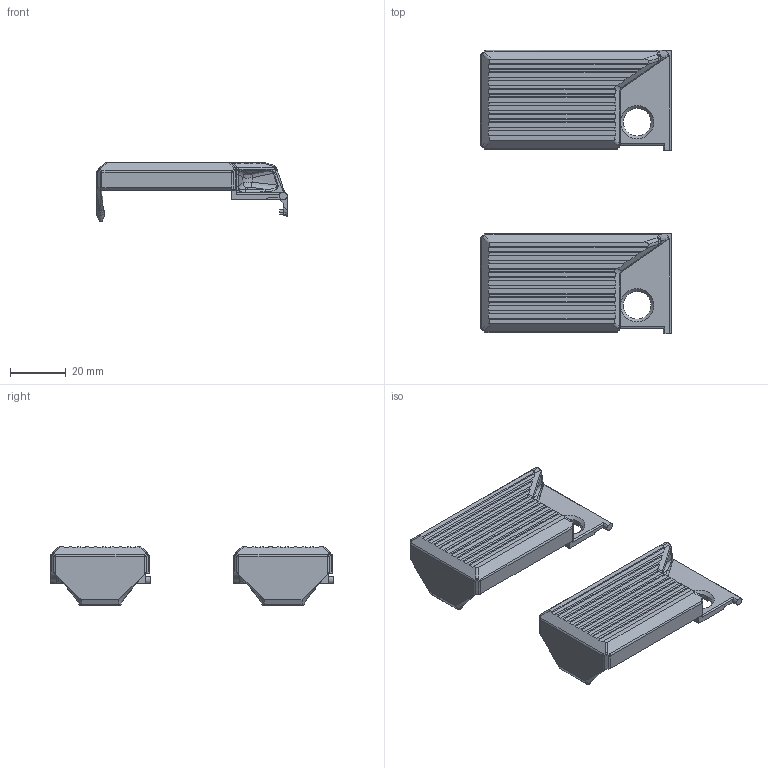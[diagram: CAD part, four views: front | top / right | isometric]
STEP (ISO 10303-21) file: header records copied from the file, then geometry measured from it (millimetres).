
FILE_DESCRIPTION(('HOOPS Exchange Step'),'2;1');
FILE_NAME('temp_export.step','2020-05-02T19:28:25+02:00',('mobile'),('Shapr3D Limited'),'HOOPS Exchange 2018.1','Shapr3D','Authorized');
FILE_SCHEMA( ('AP203_CONFIGURATION_CONTROLLED_3D_DESIGN_OF_MECHANICAL_PARTS_AND_ASSEMBLIES_MIM_LF') );
Length unit declared in the file: millimetre
Products named in the file (1): temp_export.x_b
Bounding box: 68.71 x 102 x 21.23 mm (x, y, z)
Volume: 15639.6 mm3; surface area: 17471.6 mm2
Topology: 4 solids, 4 shells, 392 faces, 1058 edges, 650 vertices
Faces by surface type: plane 198, cylinder 86, bspline 84, sphere 22, cone 2
Full cylindrical faces by diameter (mm): 10 x2
Entity records: 23422 total; most frequent: CARTESIAN_POINT 14135, ORIENTED_EDGE 2068, DIRECTION 1626, EDGE_CURVE 1034, VERTEX_POINT 650, VECTOR 568, LINE 568, AXIS2_PLACEMENT_3D 529
